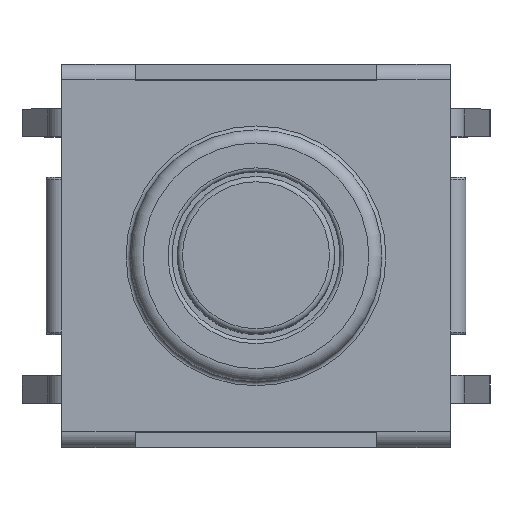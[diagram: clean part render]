
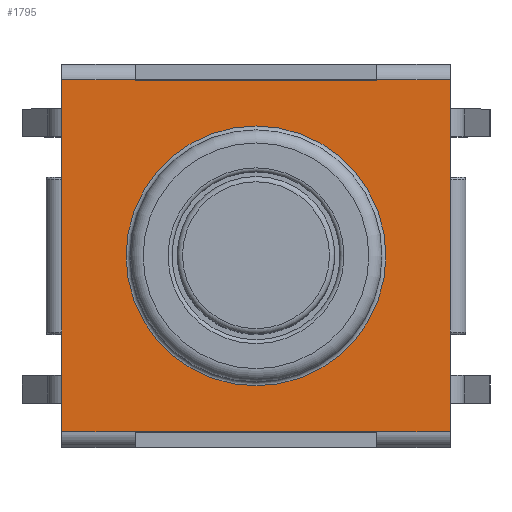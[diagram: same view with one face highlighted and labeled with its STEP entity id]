
A CAD part, top view. The second image highlights one B-rep face of the part: STEP entity #1795.
In plain terms, the highlighted planar face has unit normal (0, 0, 1).
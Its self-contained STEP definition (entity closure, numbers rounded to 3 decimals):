
#386 = VERTEX_POINT('',#387);
#387 = CARTESIAN_POINT('',(7.525,-3.99,2.6));
#394 = EDGE_CURVE('',#395,#386,#397,.T.);
#395 = VERTEX_POINT('',#396);
#396 = CARTESIAN_POINT('',(7.525,-5.893,2.6));
#397 = LINE('',#398,#399);
#398 = CARTESIAN_POINT('',(7.525,0.81,2.6));
#399 = VECTOR('',#400,1.);
#400 = DIRECTION('',(0.,1.,0.));
#766 = VERTEX_POINT('',#767);
#767 = CARTESIAN_POINT('',(7.525,0.813,2.6));
#774 = EDGE_CURVE('',#775,#766,#777,.T.);
#775 = VERTEX_POINT('',#776);
#776 = CARTESIAN_POINT('',(7.525,-1.09,2.6));
#777 = LINE('',#778,#779);
#778 = CARTESIAN_POINT('',(7.525,0.81,2.6));
#779 = VECTOR('',#780,1.);
#780 = DIRECTION('',(0.,1.,0.));
#1750 = VERTEX_POINT('',#1751);
#1751 = CARTESIAN_POINT('',(7.528,-3.99,2.6));
#1758 = EDGE_CURVE('',#1750,#386,#1759,.T.);
#1759 = LINE('',#1760,#1761);
#1760 = CARTESIAN_POINT('',(7.528,-3.99,2.6));
#1761 = VECTOR('',#1762,1.);
#1762 = DIRECTION('',(-1.,0.,0.));
#1775 = VERTEX_POINT('',#1776);
#1776 = CARTESIAN_POINT('',(6.125,-5.893,2.6));
#1785 = EDGE_CURVE('',#1775,#395,#1786,.T.);
#1786 = LINE('',#1787,#1788);
#1787 = CARTESIAN_POINT('',(6.125,-5.893,2.6));
#1788 = VECTOR('',#1789,1.);
#1789 = DIRECTION('',(1.,0.,0.));
#1795 = ADVANCED_FACE('',(#1796,#1926),#1937,.T.);
#1796 = FACE_BOUND('',#1797,.T.);
#1797 = EDGE_LOOP('',(#1798,#1799,#1800,#1808,#1814,#1815,#1823,#1831,
#1839,#1847,#1855,#1863,#1871,#1879,#1887,#1895,#1903,#1911,#1919,
#1925));
#1798 = ORIENTED_EDGE('',*,*,#394,.T.);
#1799 = ORIENTED_EDGE('',*,*,#1758,.F.);
#1800 = ORIENTED_EDGE('',*,*,#1801,.T.);
#1801 = EDGE_CURVE('',#1750,#1802,#1804,.T.);
#1802 = VERTEX_POINT('',#1803);
#1803 = CARTESIAN_POINT('',(7.528,-1.09,2.6));
#1804 = LINE('',#1805,#1806);
#1805 = CARTESIAN_POINT('',(7.528,-4.04,2.6));
#1806 = VECTOR('',#1807,1.);
#1807 = DIRECTION('',(0.,1.,0.));
#1808 = ORIENTED_EDGE('',*,*,#1809,.T.);
#1809 = EDGE_CURVE('',#1802,#775,#1810,.T.);
#1810 = LINE('',#1811,#1812);
#1811 = CARTESIAN_POINT('',(7.528,-1.09,2.6));
#1812 = VECTOR('',#1813,1.);
#1813 = DIRECTION('',(-1.,0.,0.));
#1814 = ORIENTED_EDGE('',*,*,#774,.T.);
#1815 = ORIENTED_EDGE('',*,*,#1816,.F.);
#1816 = EDGE_CURVE('',#1817,#766,#1819,.T.);
#1817 = VERTEX_POINT('',#1818);
#1818 = CARTESIAN_POINT('',(6.125,0.813,2.6));
#1819 = LINE('',#1820,#1821);
#1820 = CARTESIAN_POINT('',(6.125,0.813,2.6));
#1821 = VECTOR('',#1822,1.);
#1822 = DIRECTION('',(1.,0.,0.));
#1823 = ORIENTED_EDGE('',*,*,#1824,.F.);
#1824 = EDGE_CURVE('',#1825,#1817,#1827,.T.);
#1825 = VERTEX_POINT('',#1826);
#1826 = CARTESIAN_POINT('',(6.125,0.81,2.6));
#1827 = LINE('',#1828,#1829);
#1828 = CARTESIAN_POINT('',(6.125,0.81,2.6));
#1829 = VECTOR('',#1830,1.);
#1830 = DIRECTION('',(0.,1.,0.));
#1831 = ORIENTED_EDGE('',*,*,#1832,.T.);
#1832 = EDGE_CURVE('',#1825,#1833,#1835,.T.);
#1833 = VERTEX_POINT('',#1834);
#1834 = CARTESIAN_POINT('',(1.525,0.81,2.6));
#1835 = LINE('',#1836,#1837);
#1836 = CARTESIAN_POINT('',(7.525,0.81,2.6));
#1837 = VECTOR('',#1838,1.);
#1838 = DIRECTION('',(-1.,0.,0.));
#1839 = ORIENTED_EDGE('',*,*,#1840,.T.);
#1840 = EDGE_CURVE('',#1833,#1841,#1843,.T.);
#1841 = VERTEX_POINT('',#1842);
#1842 = CARTESIAN_POINT('',(1.525,0.813,2.6));
#1843 = LINE('',#1844,#1845);
#1844 = CARTESIAN_POINT('',(1.525,0.81,2.6));
#1845 = VECTOR('',#1846,1.);
#1846 = DIRECTION('',(0.,1.,0.));
#1847 = ORIENTED_EDGE('',*,*,#1848,.T.);
#1848 = EDGE_CURVE('',#1841,#1849,#1851,.T.);
#1849 = VERTEX_POINT('',#1850);
#1850 = CARTESIAN_POINT('',(0.125,0.813,2.6));
#1851 = LINE('',#1852,#1853);
#1852 = CARTESIAN_POINT('',(1.525,0.813,2.6));
#1853 = VECTOR('',#1854,1.);
#1854 = DIRECTION('',(-1.,0.,0.));
#1855 = ORIENTED_EDGE('',*,*,#1856,.T.);
#1856 = EDGE_CURVE('',#1849,#1857,#1859,.T.);
#1857 = VERTEX_POINT('',#1858);
#1858 = CARTESIAN_POINT('',(0.125,-1.09,2.6));
#1859 = LINE('',#1860,#1861);
#1860 = CARTESIAN_POINT('',(0.125,-5.89,2.6));
#1861 = VECTOR('',#1862,1.);
#1862 = DIRECTION('',(0.,-1.,0.));
#1863 = ORIENTED_EDGE('',*,*,#1864,.F.);
#1864 = EDGE_CURVE('',#1865,#1857,#1867,.T.);
#1865 = VERTEX_POINT('',#1866);
#1866 = CARTESIAN_POINT('',(0.122,-1.09,2.6));
#1867 = LINE('',#1868,#1869);
#1868 = CARTESIAN_POINT('',(0.122,-1.09,2.6));
#1869 = VECTOR('',#1870,1.);
#1870 = DIRECTION('',(1.,0.,0.));
#1871 = ORIENTED_EDGE('',*,*,#1872,.F.);
#1872 = EDGE_CURVE('',#1873,#1865,#1875,.T.);
#1873 = VERTEX_POINT('',#1874);
#1874 = CARTESIAN_POINT('',(0.122,-3.99,2.6));
#1875 = LINE('',#1876,#1877);
#1876 = CARTESIAN_POINT('',(0.122,-4.04,2.6));
#1877 = VECTOR('',#1878,1.);
#1878 = DIRECTION('',(0.,1.,0.));
#1879 = ORIENTED_EDGE('',*,*,#1880,.T.);
#1880 = EDGE_CURVE('',#1873,#1881,#1883,.T.);
#1881 = VERTEX_POINT('',#1882);
#1882 = CARTESIAN_POINT('',(0.125,-3.99,2.6));
#1883 = LINE('',#1884,#1885);
#1884 = CARTESIAN_POINT('',(0.122,-3.99,2.6));
#1885 = VECTOR('',#1886,1.);
#1886 = DIRECTION('',(1.,0.,0.));
#1887 = ORIENTED_EDGE('',*,*,#1888,.T.);
#1888 = EDGE_CURVE('',#1881,#1889,#1891,.T.);
#1889 = VERTEX_POINT('',#1890);
#1890 = CARTESIAN_POINT('',(0.125,-5.893,2.6));
#1891 = LINE('',#1892,#1893);
#1892 = CARTESIAN_POINT('',(0.125,-5.89,2.6));
#1893 = VECTOR('',#1894,1.);
#1894 = DIRECTION('',(0.,-1.,0.));
#1895 = ORIENTED_EDGE('',*,*,#1896,.F.);
#1896 = EDGE_CURVE('',#1897,#1889,#1899,.T.);
#1897 = VERTEX_POINT('',#1898);
#1898 = CARTESIAN_POINT('',(1.525,-5.893,2.6));
#1899 = LINE('',#1900,#1901);
#1900 = CARTESIAN_POINT('',(1.525,-5.893,2.6));
#1901 = VECTOR('',#1902,1.);
#1902 = DIRECTION('',(-1.,0.,0.));
#1903 = ORIENTED_EDGE('',*,*,#1904,.F.);
#1904 = EDGE_CURVE('',#1905,#1897,#1907,.T.);
#1905 = VERTEX_POINT('',#1906);
#1906 = CARTESIAN_POINT('',(1.525,-5.89,2.6));
#1907 = LINE('',#1908,#1909);
#1908 = CARTESIAN_POINT('',(1.525,-5.89,2.6));
#1909 = VECTOR('',#1910,1.);
#1910 = DIRECTION('',(0.,-1.,0.));
#1911 = ORIENTED_EDGE('',*,*,#1912,.T.);
#1912 = EDGE_CURVE('',#1905,#1913,#1915,.T.);
#1913 = VERTEX_POINT('',#1914);
#1914 = CARTESIAN_POINT('',(6.125,-5.89,2.6));
#1915 = LINE('',#1916,#1917);
#1916 = CARTESIAN_POINT('',(0.125,-5.89,2.6));
#1917 = VECTOR('',#1918,1.);
#1918 = DIRECTION('',(1.,0.,0.));
#1919 = ORIENTED_EDGE('',*,*,#1920,.T.);
#1920 = EDGE_CURVE('',#1913,#1775,#1921,.T.);
#1921 = LINE('',#1922,#1923);
#1922 = CARTESIAN_POINT('',(6.125,-5.89,2.6));
#1923 = VECTOR('',#1924,1.);
#1924 = DIRECTION('',(0.,-1.,0.));
#1925 = ORIENTED_EDGE('',*,*,#1785,.T.);
#1926 = FACE_BOUND('',#1927,.T.);
#1927 = EDGE_LOOP('',(#1928));
#1928 = ORIENTED_EDGE('',*,*,#1929,.F.);
#1929 = EDGE_CURVE('',#1930,#1930,#1932,.T.);
#1930 = VERTEX_POINT('',#1931);
#1931 = CARTESIAN_POINT('',(3.825,-0.065,2.6));
#1932 = CIRCLE('',#1933,2.475);
#1933 = AXIS2_PLACEMENT_3D('',#1934,#1935,#1936);
#1934 = CARTESIAN_POINT('',(3.825,-2.54,2.6));
#1935 = DIRECTION('',(0.,0.,1.));
#1936 = DIRECTION('',(0.,1.,0.));
#1937 = PLANE('',#1938);
#1938 = AXIS2_PLACEMENT_3D('',#1939,#1940,#1941);
#1939 = CARTESIAN_POINT('',(3.825,-2.54,2.6));
#1940 = DIRECTION('',(0.,0.,1.));
#1941 = DIRECTION('',(0.,1.,0.));
